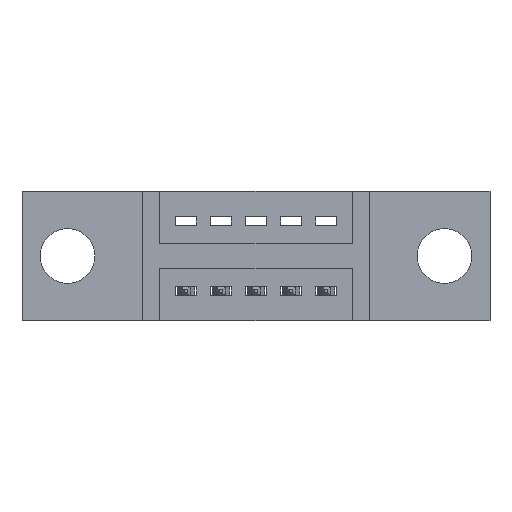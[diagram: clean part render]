
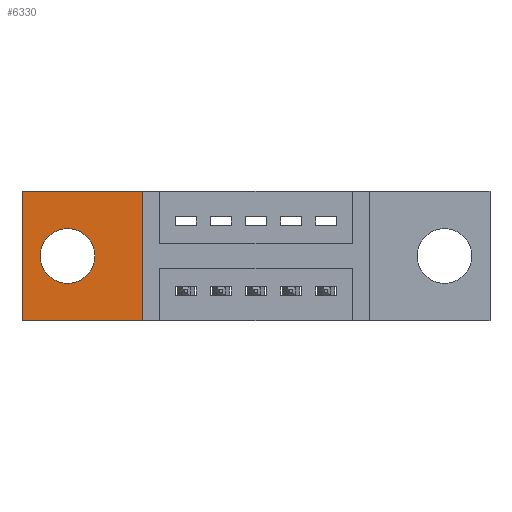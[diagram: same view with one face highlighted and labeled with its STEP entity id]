
A CAD part, front view. The second image highlights one B-rep face of the part: STEP entity #6330.
In plain terms, the highlighted planar face has unit normal (0, -1, 0).
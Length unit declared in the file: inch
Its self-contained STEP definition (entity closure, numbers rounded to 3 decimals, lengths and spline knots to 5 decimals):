
#41 = DIRECTION ( 'NONE',  ( 0., 0., -1. ) ) ;
#138 = LINE ( 'NONE', #4417, #1777 ) ;
#221 = CARTESIAN_POINT ( 'NONE',  ( 0.13, 0.11, -0.185 ) ) ;
#293 = DIRECTION ( 'NONE',  ( 1., 0., 0. ) ) ;
#796 = DIRECTION ( 'NONE',  ( 0., 0., -1. ) ) ;
#830 = VERTEX_POINT ( 'NONE', #4023 ) ;
#1192 = AXIS2_PLACEMENT_3D ( 'NONE', #221, #3046, #796 ) ;
#1227 = CARTESIAN_POINT ( 'NONE',  ( 0.13, 0.11, -0.107 ) ) ;
#1320 = LINE ( 'NONE', #2867, #2871 ) ;
#1652 = CARTESIAN_POINT ( 'NONE',  ( 0., 0.11, -0.37 ) ) ;
#1681 = EDGE_CURVE ( 'NONE', #3826, #3037, #138, .T. ) ;
#1777 = VECTOR ( 'NONE', #2163, 39.37008 ) ;
#2163 = DIRECTION ( 'NONE',  ( -1., 0., 0. ) ) ;
#2198 = EDGE_CURVE ( 'NONE', #5652, #6762, #4308, .T. ) ;
#2269 = DIRECTION ( 'NONE',  ( 0., -1., 0. ) ) ;
#2867 = CARTESIAN_POINT ( 'NONE',  ( 0.3425, 0.11, 0. ) ) ;
#2871 = VECTOR ( 'NONE', #7135, 39.37008 ) ;
#2992 = ORIENTED_EDGE ( 'NONE', *, *, #8255, .T. ) ;
#2997 = CARTESIAN_POINT ( 'NONE',  ( 0., 0.11, 0. ) ) ;
#3022 = FACE_OUTER_BOUND ( 'NONE', #8345, .T. ) ;
#3030 = ORIENTED_EDGE ( 'NONE', *, *, #7158, .F. ) ;
#3037 = VERTEX_POINT ( 'NONE', #6846 ) ;
#3046 = DIRECTION ( 'NONE',  ( 0., -1., 0. ) ) ;
#3365 = DIRECTION ( 'NONE',  ( 0., 0., -1. ) ) ;
#3725 = ORIENTED_EDGE ( 'NONE', *, *, #1681, .T. ) ;
#3779 = PLANE ( 'NONE',  #8959 ) ;
#3826 = VERTEX_POINT ( 'NONE', #7911 ) ;
#3871 = DIRECTION ( 'NONE',  ( 0., 0., -1. ) ) ;
#4023 = CARTESIAN_POINT ( 'NONE',  ( 0., 0.11, -0.37 ) ) ;
#4056 = CIRCLE ( 'NONE', #1192, 0.078 ) ;
#4308 = CIRCLE ( 'NONE', #4909, 0.078 ) ;
#4417 = CARTESIAN_POINT ( 'NONE',  ( 0., 0.11, 0. ) ) ;
#4571 = VECTOR ( 'NONE', #41, 39.37008 ) ;
#4793 = ORIENTED_EDGE ( 'NONE', *, *, #5867, .T. ) ;
#4821 = DIRECTION ( 'NONE',  ( 0., -1., 0. ) ) ;
#4898 = VERTEX_POINT ( 'NONE', #4928 ) ;
#4909 = AXIS2_PLACEMENT_3D ( 'NONE', #7573, #4821, #3365 ) ;
#4928 = CARTESIAN_POINT ( 'NONE',  ( 0.3425, 0.11, -0.37 ) ) ;
#5652 = VERTEX_POINT ( 'NONE', #6186 ) ;
#5833 = LINE ( 'NONE', #2997, #4571 ) ;
#5867 = EDGE_CURVE ( 'NONE', #3037, #830, #5833, .T. ) ;
#5943 = VECTOR ( 'NONE', #293, 39.37008 ) ;
#6186 = CARTESIAN_POINT ( 'NONE',  ( 0.13, 0.11, -0.263 ) ) ;
#6301 = EDGE_CURVE ( 'NONE', #830, #4898, #8080, .T. ) ;
#6330 = ADVANCED_FACE ( 'NONE', ( #8038, #3022 ), #3779, .T. ) ;
#6725 = EDGE_LOOP ( 'NONE', ( #3030, #7451 ) ) ;
#6762 = VERTEX_POINT ( 'NONE', #1227 ) ;
#6785 = ORIENTED_EDGE ( 'NONE', *, *, #6301, .T. ) ;
#6846 = CARTESIAN_POINT ( 'NONE',  ( 0., 0.11, 0. ) ) ;
#7135 = DIRECTION ( 'NONE',  ( 0., 0., 1. ) ) ;
#7158 = EDGE_CURVE ( 'NONE', #6762, #5652, #4056, .T. ) ;
#7420 = CARTESIAN_POINT ( 'NONE',  ( 0., 0.11, -0.37 ) ) ;
#7451 = ORIENTED_EDGE ( 'NONE', *, *, #2198, .F. ) ;
#7573 = CARTESIAN_POINT ( 'NONE',  ( 0.13, 0.11, -0.185 ) ) ;
#7911 = CARTESIAN_POINT ( 'NONE',  ( 0.3425, 0.11, 0. ) ) ;
#8038 = FACE_BOUND ( 'NONE', #6725, .T. ) ;
#8080 = LINE ( 'NONE', #1652, #5943 ) ;
#8255 = EDGE_CURVE ( 'NONE', #4898, #3826, #1320, .T. ) ;
#8345 = EDGE_LOOP ( 'NONE', ( #4793, #6785, #2992, #3725 ) ) ;
#8959 = AXIS2_PLACEMENT_3D ( 'NONE', #7420, #2269, #3871 ) ;
